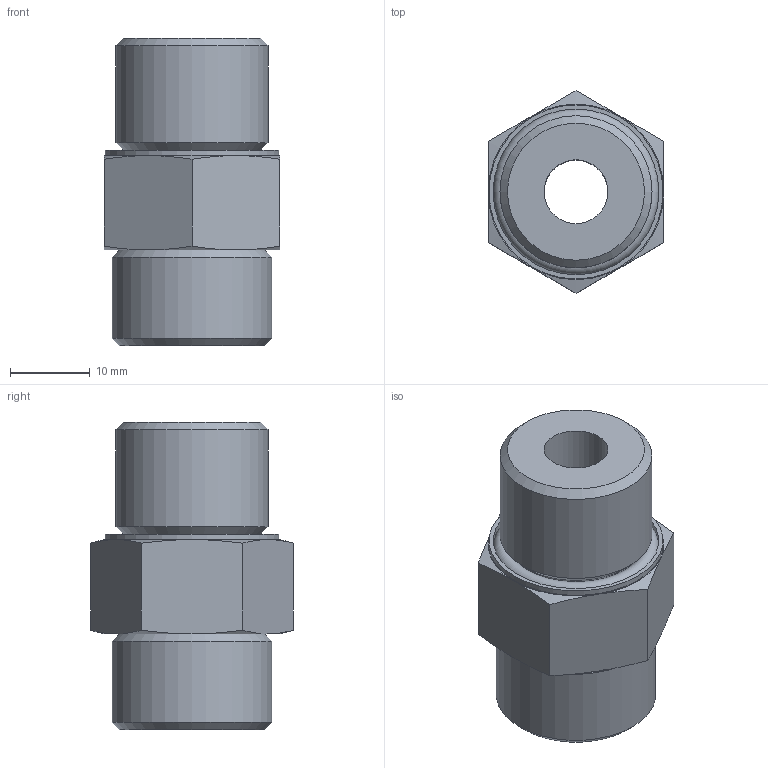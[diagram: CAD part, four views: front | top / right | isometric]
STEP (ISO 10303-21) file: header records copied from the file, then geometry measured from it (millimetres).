
FILE_DESCRIPTION(/* description */ ('STEP AP203'),/* implementation_level */ '2;1');
FILE_NAME(/* name */ 'Stud Connector GEVA 12-01',/* time_stamp */ '2023-05-26T09:17:55+02:00',/* author */ ('License CC BY-ND 4.0'),/* organization */ ('CADENAS'),/* preprocessor_version */ 'ST-DEVELOPER v19.3',/* originating_system */ 'PARTsolutions',/* authorisation */ ' ');
FILE_SCHEMA (('CONFIG_CONTROL_DESIGN'));
Length unit declared in the file: millimetre
Products named in the file (1): Einschraubstutzen GEVA 12-01
Bounding box: 22 x 25.4 x 38.5 mm (x, y, z)
Volume: 10293.3 mm3; surface area: 4618.2 mm2
Topology: 1 solids, 1 shells, 38 faces, 74 edges, 43 vertices
Faces by surface type: cone 17, plane 13, cylinder 7, torus 1
Full cylindrical faces by diameter (mm): 8 x1, 12 x1, 16.36 x1, 19.05 x1, 20 x1, 20.76 x1, 21.8 x1
Entity records: 1210 total; most frequent: CARTESIAN_POINT 215, DIRECTION 146, ORIENTED_EDGE 122, AXIS2_PLACEMENT_3D 70, EDGE_CURVE 61, EDGE_LOOP 58, FACE_BOUND 58, VERTEX_POINT 43
